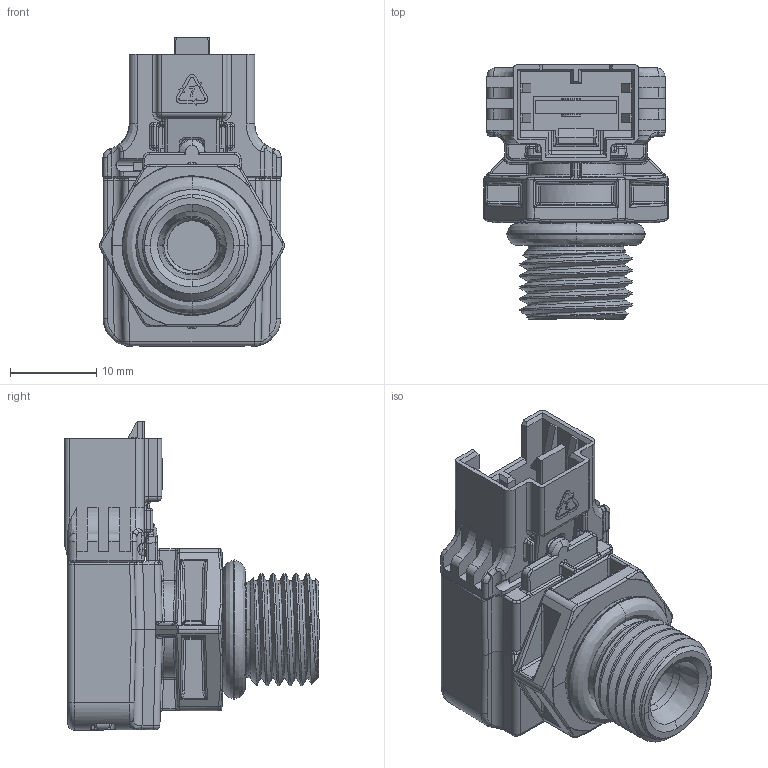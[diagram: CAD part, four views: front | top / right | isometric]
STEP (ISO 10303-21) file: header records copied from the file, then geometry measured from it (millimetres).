
FILE_DESCRIPTION (( 'STEP AP203' ), '1' );
FILE_NAME ('116CP31-M04S2-50.STEP', '2018-08-31T19:16:03', ( 'Sensata User' ), ( 'Sensata Technologies' ), 'SwSTEP 2.0', 'SolidWorks 2015', '' );
FILE_SCHEMA (( 'CONFIG_CONTROL_DESIGN' ));
Products named in the file (2): 116CP31-M04S2-50
Bounding box: 21.46 x 29.53 x 35.8 mm (x, y, z)
Volume: 7441.2 mm3; surface area: 5830.8 mm2
Topology: 1 solids, 1 shells, 1388 faces, 3559 edges, 2126 vertices
Faces by surface type: plane 529, cylinder 392, bspline 381, sphere 56, cone 30
Entity records: 59522 total; most frequent: CARTESIAN_POINT 29536, ORIENTED_EDGE 6980, DIRECTION 5147, EDGE_CURVE 3490, VERTEX_POINT 2125, VECTOR 1793, LINE 1793, AXIS2_PLACEMENT_3D 1677
